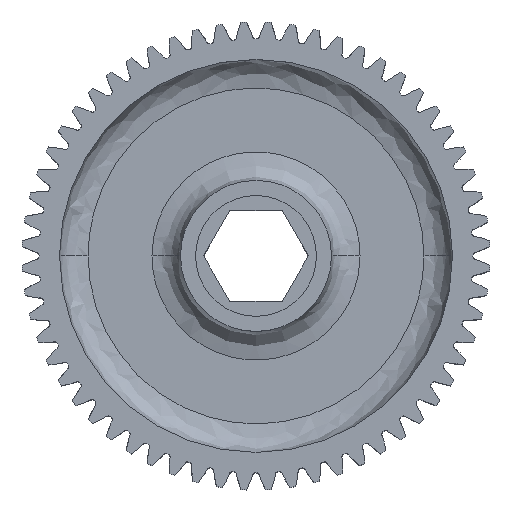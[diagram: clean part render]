
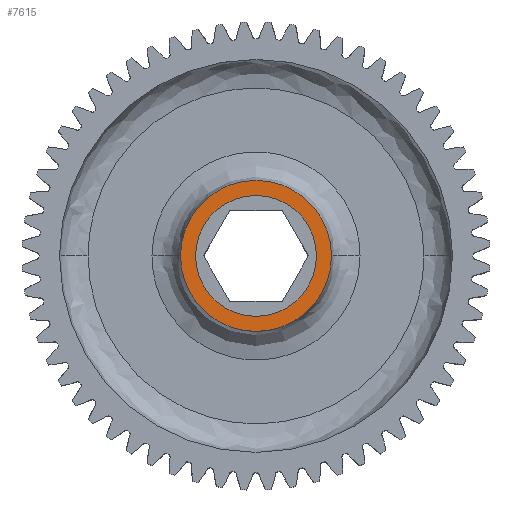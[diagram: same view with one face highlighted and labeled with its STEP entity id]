
A CAD part, top view. The second image highlights one B-rep face of the part: STEP entity #7615.
In plain terms, the highlighted planar face has unit normal (0, 0, 1).
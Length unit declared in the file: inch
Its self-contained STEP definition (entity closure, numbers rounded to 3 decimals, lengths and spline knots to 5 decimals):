
#232 = CARTESIAN_POINT ( 'NONE',  ( -0.25, 0., 0.21875 ) ) ;
#818 = CARTESIAN_POINT ( 'NONE',  ( 0., 0., 0.21875 ) ) ;
#1982 = EDGE_CURVE ( 'NONE', #15994, #4262, #16154, .T. ) ;
#2234 = CARTESIAN_POINT ( 'NONE',  ( 0., 0., 0.21875 ) ) ;
#2388 = PLANE ( 'NONE',  #15467 ) ;
#3166 = EDGE_LOOP ( 'NONE', ( #16730, #10124 ) ) ;
#3321 = ORIENTED_EDGE ( 'NONE', *, *, #12889, .F. ) ;
#4262 = VERTEX_POINT ( 'NONE', #11282 ) ;
#4575 = EDGE_CURVE ( 'NONE', #4262, #15994, #12318, .T. ) ;
#5367 = VERTEX_POINT ( 'NONE', #232 ) ;
#5588 = DIRECTION ( 'NONE',  ( 0., 0., -1. ) ) ;
#6239 = CARTESIAN_POINT ( 'NONE',  ( 0., 0., 0.21875 ) ) ;
#6343 = EDGE_LOOP ( 'NONE', ( #3321, #18240 ) ) ;
#6636 = AXIS2_PLACEMENT_3D ( 'NONE', #6239, #19480, #20025 ) ;
#7101 = DIRECTION ( 'NONE',  ( 1., 0., 0. ) ) ;
#7129 = CARTESIAN_POINT ( 'NONE',  ( 0.25, 0., 0.21875 ) ) ;
#7615 = ADVANCED_FACE ( 'NONE', ( #9529, #16253 ), #2388, .F. ) ;
#7736 = CARTESIAN_POINT ( 'NONE',  ( 0.3125, 0., 0.21875 ) ) ;
#8697 = AXIS2_PLACEMENT_3D ( 'NONE', #2234, #15486, #7101 ) ;
#8710 = DIRECTION ( 'NONE',  ( 0., 0., -1. ) ) ;
#8931 = CARTESIAN_POINT ( 'NONE',  ( 0., 0., 0.21875 ) ) ;
#9529 = FACE_OUTER_BOUND ( 'NONE', #3166, .T. ) ;
#10124 = ORIENTED_EDGE ( 'NONE', *, *, #4575, .F. ) ;
#10496 = VERTEX_POINT ( 'NONE', #7129 ) ;
#10935 = CIRCLE ( 'NONE', #13400, 0.25 ) ;
#11282 = CARTESIAN_POINT ( 'NONE',  ( -0.3125, 0., 0.21875 ) ) ;
#12318 = CIRCLE ( 'NONE', #15133, 0.3125 ) ;
#12889 = EDGE_CURVE ( 'NONE', #10496, #5367, #18194, .T. ) ;
#13400 = AXIS2_PLACEMENT_3D ( 'NONE', #818, #14169, #20907 ) ;
#13779 = DIRECTION ( 'NONE',  ( 1., 0., 0. ) ) ;
#14169 = DIRECTION ( 'NONE',  ( 0., 0., 1. ) ) ;
#15133 = AXIS2_PLACEMENT_3D ( 'NONE', #8931, #8710, #13779 ) ;
#15467 = AXIS2_PLACEMENT_3D ( 'NONE', #19670, #5588, #20602 ) ;
#15486 = DIRECTION ( 'NONE',  ( 0., 0., 1. ) ) ;
#15859 = EDGE_CURVE ( 'NONE', #5367, #10496, #10935, .T. ) ;
#15994 = VERTEX_POINT ( 'NONE', #7736 ) ;
#16154 = CIRCLE ( 'NONE', #6636, 0.3125 ) ;
#16253 = FACE_BOUND ( 'NONE', #6343, .T. ) ;
#16730 = ORIENTED_EDGE ( 'NONE', *, *, #1982, .F. ) ;
#18194 = CIRCLE ( 'NONE', #8697, 0.25 ) ;
#18240 = ORIENTED_EDGE ( 'NONE', *, *, #15859, .F. ) ;
#19480 = DIRECTION ( 'NONE',  ( 0., 0., -1. ) ) ;
#19670 = CARTESIAN_POINT ( 'NONE',  ( 0., 0., 0.21875 ) ) ;
#20025 = DIRECTION ( 'NONE',  ( 1., 0., 0. ) ) ;
#20602 = DIRECTION ( 'NONE',  ( -1., 0., 0. ) ) ;
#20907 = DIRECTION ( 'NONE',  ( 1., 0., 0. ) ) ;
